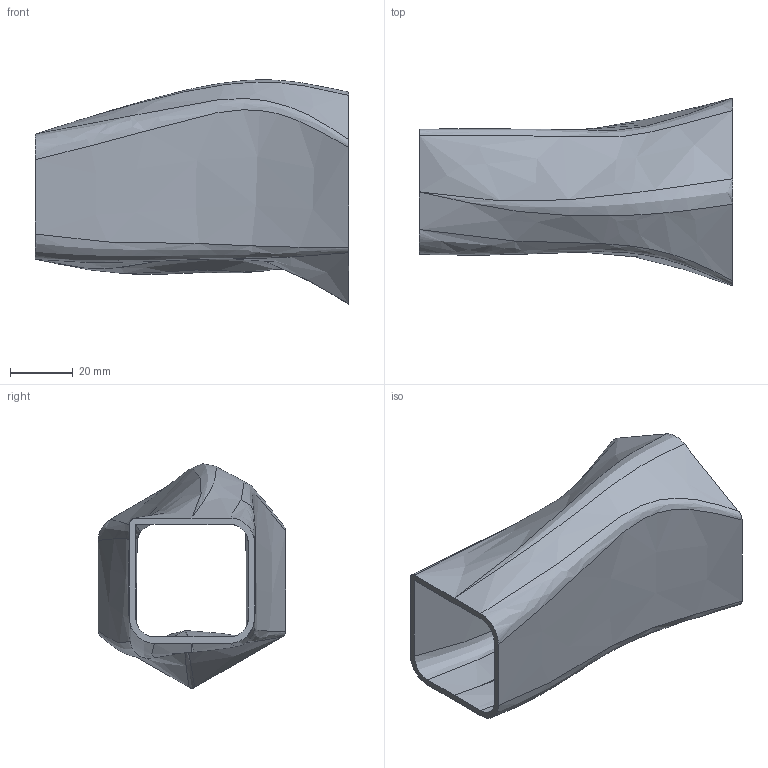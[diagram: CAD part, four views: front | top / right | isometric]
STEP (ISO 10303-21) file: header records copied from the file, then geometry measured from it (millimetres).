
FILE_DESCRIPTION(/* description */ ('Alibre Inc.'),/* implementation_level */ '2;1');
FILE_NAME(/* name */ 'export0',/* time_stamp */ '2013-01-19T19:48:13+01:00',/* author */ (''),/* organization */ (''),/* preprocessor_version */ 'ST-DEVELOPER v14',/* originating_system */ 'Alibre',/* authorisation */ '');
FILE_SCHEMA (('ALIBRE_SCHEMA','CONFIG_CONTROL_DESIGN'));
Length unit declared in the file: centimetre
Products named in the file (1): ID_1
Bounding box: 100 x 60 x 71.69 mm (x, y, z)
Volume: 33851.2 mm3; surface area: 34509 mm2
Topology: 1 solids, 1 shells, 26 faces, 79 edges, 46 vertices
Faces by surface type: bspline 24, plane 2
Entity records: 6172 total; most frequent: CARTESIAN_POINT 4843, ORIENTED_EDGE 140, B_SPLINE_CURVE_WITH_KNOTS 70, EDGE_CURVE 70, PERSISTANTTOPOLOGYATTRIBUTE 60, CONSTRAINTPAIRUV 47, VERTEX_POINT 46, OPERATIONTARGETPROXY 42
